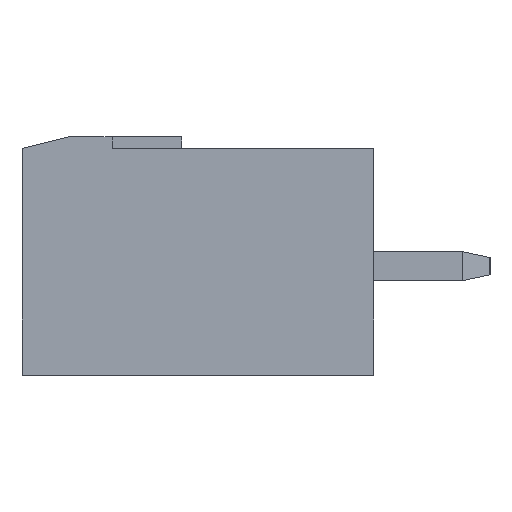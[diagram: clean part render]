
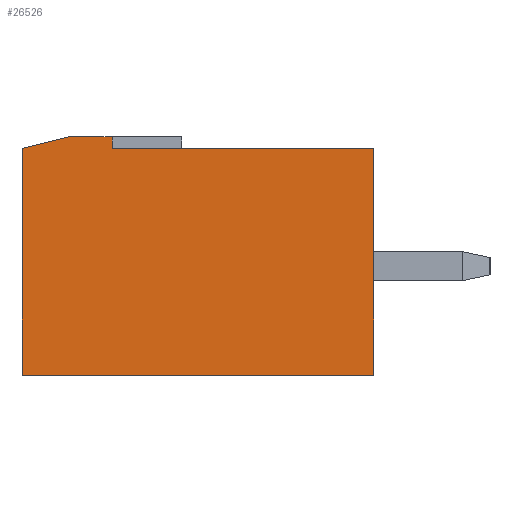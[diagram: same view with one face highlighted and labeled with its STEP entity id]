
A CAD part, left-side view. The second image highlights one B-rep face of the part: STEP entity #26526.
In plain terms, the highlighted planar face has unit normal (-1, 0, 0).
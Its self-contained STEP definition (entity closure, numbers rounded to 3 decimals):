
#250 = EDGE_CURVE ( 'NONE', #33710, #16239, #1852, .T. ) ;
#1230 = EDGE_CURVE ( 'NONE', #4133, #35133, #30573, .T. ) ;
#1852 = LINE ( 'NONE', #34775, #23254 ) ;
#2297 = EDGE_CURVE ( 'NONE', #11920, #16239, #6476, .T. ) ;
#2974 = VERTEX_POINT ( 'NONE', #14897 ) ;
#3000 = LINE ( 'NONE', #32113, #20257 ) ;
#3140 = ORIENTED_EDGE ( 'NONE', *, *, #20945, .F. ) ;
#3868 = ORIENTED_EDGE ( 'NONE', *, *, #1230, .T. ) ;
#3919 = CARTESIAN_POINT ( 'NONE',  ( -4.3, 10.5, 8.2 ) ) ;
#4133 = VERTEX_POINT ( 'NONE', #34725 ) ;
#6072 = ORIENTED_EDGE ( 'NONE', *, *, #37624, .T. ) ;
#6476 = LINE ( 'NONE', #18495, #24353 ) ;
#6569 = CARTESIAN_POINT ( 'NONE',  ( -4.3, 9., 7.8 ) ) ;
#6648 = LINE ( 'NONE', #33434, #22577 ) ;
#8115 = DIRECTION ( 'NONE',  ( 0., 0., 1. ) ) ;
#8722 = CARTESIAN_POINT ( 'NONE',  ( -4.3, 12.1, 7.8 ) ) ;
#8971 = AXIS2_PLACEMENT_3D ( 'NONE', #32315, #11058, #8115 ) ;
#10644 = VERTEX_POINT ( 'NONE', #15466 ) ;
#11058 = DIRECTION ( 'NONE',  ( -1., 0., 0. ) ) ;
#11920 = VERTEX_POINT ( 'NONE', #16785 ) ;
#14897 = CARTESIAN_POINT ( 'NONE',  ( -4.3, 0., 0. ) ) ;
#15315 = VECTOR ( 'NONE', #38260, 1000. ) ;
#15466 = CARTESIAN_POINT ( 'NONE',  ( -4.3, 0., 7.8 ) ) ;
#16239 = VERTEX_POINT ( 'NONE', #8722 ) ;
#16450 = DIRECTION ( 'NONE',  ( 0., 0.97, -0.243 ) ) ;
#16785 = CARTESIAN_POINT ( 'NONE',  ( -4.3, 12.1, 0. ) ) ;
#17769 = PLANE ( 'NONE',  #8971 ) ;
#18495 = CARTESIAN_POINT ( 'NONE',  ( -4.3, 12.1, 0. ) ) ;
#20257 = VECTOR ( 'NONE', #29792, 1000. ) ;
#20767 = FACE_OUTER_BOUND ( 'NONE', #34262, .T. ) ;
#20945 = EDGE_CURVE ( 'NONE', #2974, #11920, #3000, .T. ) ;
#20985 = LINE ( 'NONE', #32913, #38507 ) ;
#21881 = DIRECTION ( 'NONE',  ( 0., 0., 1. ) ) ;
#22561 = LINE ( 'NONE', #34536, #15315 ) ;
#22577 = VECTOR ( 'NONE', #25025, 1000. ) ;
#23254 = VECTOR ( 'NONE', #16450, 1000. ) ;
#24353 = VECTOR ( 'NONE', #21881, 1000. ) ;
#25025 = DIRECTION ( 'NONE',  ( 0., 1., 0. ) ) ;
#25443 = ORIENTED_EDGE ( 'NONE', *, *, #26631, .T. ) ;
#26470 = EDGE_CURVE ( 'NONE', #10644, #4133, #20985, .T. ) ;
#26526 = ADVANCED_FACE ( 'NONE', ( #20767 ), #17769, .T. ) ;
#26631 = EDGE_CURVE ( 'NONE', #35133, #33710, #6648, .T. ) ;
#29399 = DIRECTION ( 'NONE',  ( 0., 1., 0. ) ) ;
#29792 = DIRECTION ( 'NONE',  ( 0., 1., 0. ) ) ;
#30573 = LINE ( 'NONE', #6569, #37008 ) ;
#32113 = CARTESIAN_POINT ( 'NONE',  ( -4.3, -8.907, 0. ) ) ;
#32315 = CARTESIAN_POINT ( 'NONE',  ( -4.3, -8.907, 0. ) ) ;
#32913 = CARTESIAN_POINT ( 'NONE',  ( -4.3, -8.907, 7.8 ) ) ;
#33434 = CARTESIAN_POINT ( 'NONE',  ( -4.3, 9., 8.2 ) ) ;
#33710 = VERTEX_POINT ( 'NONE', #3919 ) ;
#34262 = EDGE_LOOP ( 'NONE', ( #3140, #6072, #35322, #3868, #25443, #35384, #36822 ) ) ;
#34536 = CARTESIAN_POINT ( 'NONE',  ( -4.3, 0., 0. ) ) ;
#34725 = CARTESIAN_POINT ( 'NONE',  ( -4.3, 9., 7.8 ) ) ;
#34775 = CARTESIAN_POINT ( 'NONE',  ( -4.3, 10.5, 8.2 ) ) ;
#35133 = VERTEX_POINT ( 'NONE', #35394 ) ;
#35322 = ORIENTED_EDGE ( 'NONE', *, *, #26470, .T. ) ;
#35384 = ORIENTED_EDGE ( 'NONE', *, *, #250, .T. ) ;
#35394 = CARTESIAN_POINT ( 'NONE',  ( -4.3, 9., 8.2 ) ) ;
#36324 = DIRECTION ( 'NONE',  ( 0., 0., 1. ) ) ;
#36822 = ORIENTED_EDGE ( 'NONE', *, *, #2297, .F. ) ;
#37008 = VECTOR ( 'NONE', #36324, 1000. ) ;
#37624 = EDGE_CURVE ( 'NONE', #2974, #10644, #22561, .T. ) ;
#38260 = DIRECTION ( 'NONE',  ( 0., 0., 1. ) ) ;
#38507 = VECTOR ( 'NONE', #29399, 1000. ) ;
